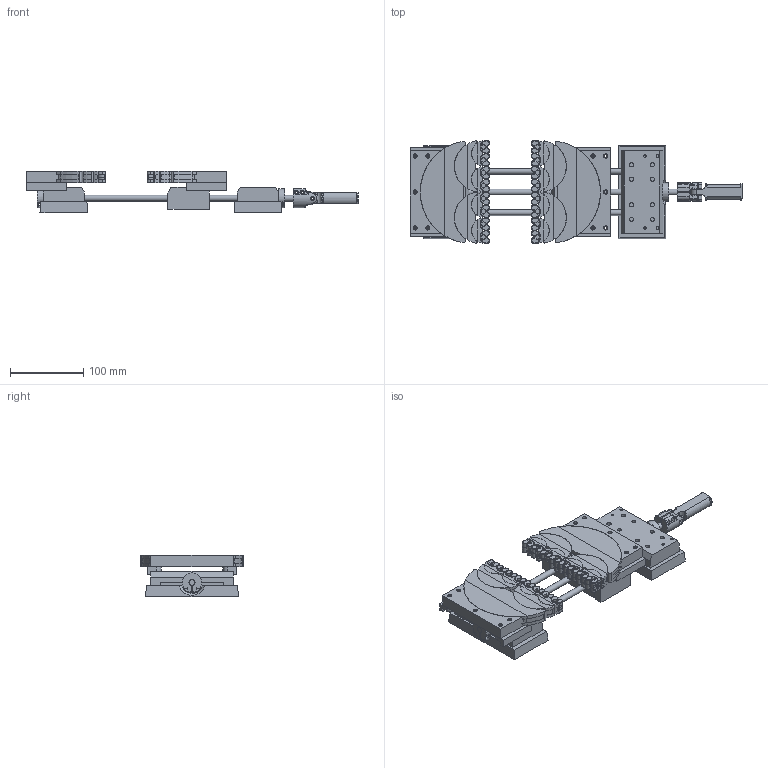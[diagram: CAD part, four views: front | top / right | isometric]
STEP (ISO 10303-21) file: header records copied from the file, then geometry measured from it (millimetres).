
FILE_DESCRIPTION(/* description */ ('STEP AP214'),/* implementation_level */ '2;1');
FILE_NAME(/* name */ '60e7db804618096ea05f27cf',/* time_stamp */ '2021-07-09T05:15:49+00:00',/* author */ (''),/* organization */ (''),/* preprocessor_version */ 'ST-DEVELOPER v18.1',/* originating_system */ ' ',/* authorisation */ ' ');
FILE_SCHEMA (('AUTOMOTIVE_DESIGN {1 0 10303 214 3 1 1}'));
Products named in the file (51): Assembly 1; Part 25; middle body; middle cap; 2C2; 2B2; Part 5; 2A1; D; Part 27; Part 6; end cap; foot; Part 20; Part 30; end body; 2C1; Part 17; Part 7; handle clamp; rod; Part 2; Part 15; Part 10; Part 13; Part 12; Part 8; spacerA; Part 14; 2B1; collar; Part 22; 2A2; Part 21; Part 11; Part 26; 2holder; handle; Part 23; Part 4 ...
Assembly tree (80 placements, depth 2):
  Assembly 1
    Part 25
    middle body
    middle cap
    2C2  x4
    2B2  x2
    Part 5
    2A1
    D  x16
    Part 27
    Part 6
    end cap  x2
    foot  x2
    Part 20
    Part 30
    end body  x2
    2C1  x4
    Part 17
    Part 7
    handle clamp
    rod  x2
    Part 2
    Part 15
    Part 10
    Part 13
    Part 12
    Part 8
    spacerA  x2
    Part 14
    2B1  x2
    collar  x2
    Part 22
    2A2
    Part 21
    Part 11
    Part 26
    2holder
    handle
    Part 23
    Part 4
    Part 3
    Part 19
    Part 24
    spacerB  x2
    Part 28
    Part 9
    Part 29
    leadscrew
    Part 16
    Part 1
    Part 18
Bounding box: 452.28 x 140 x 57 mm (x, y, z)
Volume: 1087136.2 mm3; surface area: 391092.3 mm2
Topology: 80 solids, 80 shells, 3149 faces, 7720 edges, 4986 vertices
Faces by surface type: plane 1722, cylinder 996, cone 302, bspline 127, torus 2
Full cylindrical faces by diameter (mm): 2.2 x48, 3.4 x160, 5.6 x58, 8 x3
Entity records: 59527 total; most frequent: CARTESIAN_POINT 11993, DIRECTION 9655, ORIENTED_EDGE 9144, EDGE_CURVE 4572, AXIS2_PLACEMENT_3D 3512, VERTEX_POINT 3085, LINE 2631, VECTOR 2631
